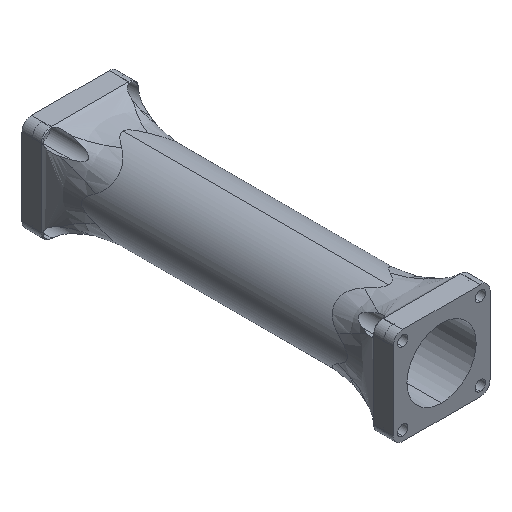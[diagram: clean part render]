
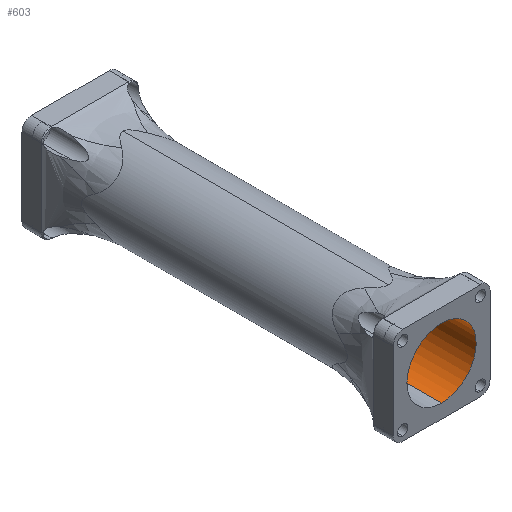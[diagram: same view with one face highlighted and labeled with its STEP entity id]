
A CAD part, isometric view. The second image highlights one B-rep face of the part: STEP entity #603.
In plain terms, the highlighted cylindrical face has radius 12.5 mm (diameter 25 mm), a partial arc.
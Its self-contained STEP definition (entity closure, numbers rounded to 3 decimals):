
#560 = DIRECTION ( 'NONE',  ( 0., -1., 0. ) ) ;
#578 = DIRECTION ( 'NONE',  ( 0., 1., 0. ) ) ;
#603 = ADVANCED_FACE ( 'NONE', ( #2198 ), #980, .F. ) ;
#830 = AXIS2_PLACEMENT_3D ( 'NONE', #4869, #3615, #1374 ) ;
#980 = CYLINDRICAL_SURFACE ( 'NONE', #5400, 12.5 ) ;
#1238 = VECTOR ( 'NONE', #578, 1000. ) ;
#1350 = CARTESIAN_POINT ( 'NONE',  ( 0., -127., -12.5 ) ) ;
#1374 = DIRECTION ( 'NONE',  ( 0., 0., -1. ) ) ;
#1448 = VERTEX_POINT ( 'NONE', #3938 ) ;
#1558 = ORIENTED_EDGE ( 'NONE', *, *, #5268, .T. ) ;
#1565 = VERTEX_POINT ( 'NONE', #5414 ) ;
#1843 = CARTESIAN_POINT ( 'NONE',  ( 0., -60., 0. ) ) ;
#1902 = VERTEX_POINT ( 'NONE', #1350 ) ;
#2198 = FACE_OUTER_BOUND ( 'NONE', #2917, .T. ) ;
#2280 = DIRECTION ( 'NONE',  ( 0., 0., 1. ) ) ;
#2339 = LINE ( 'NONE', #5444, #1238 ) ;
#2403 = ORIENTED_EDGE ( 'NONE', *, *, #5518, .F. ) ;
#2623 = EDGE_CURVE ( 'NONE', #1448, #2877, #4363, .T. ) ;
#2673 = CIRCLE ( 'NONE', #830, 12.5 ) ;
#2877 = VERTEX_POINT ( 'NONE', #5331 ) ;
#2917 = EDGE_LOOP ( 'NONE', ( #2403, #1558, #3895, #4344 ) ) ;
#3377 = VECTOR ( 'NONE', #3411, 1000. ) ;
#3379 = AXIS2_PLACEMENT_3D ( 'NONE', #3690, #560, #4606 ) ;
#3411 = DIRECTION ( 'NONE',  ( 0., 1., 0. ) ) ;
#3615 = DIRECTION ( 'NONE',  ( 0., -1., 0. ) ) ;
#3690 = CARTESIAN_POINT ( 'NONE',  ( 0., 7., 0. ) ) ;
#3782 = EDGE_CURVE ( 'NONE', #1565, #2877, #2339, .T. ) ;
#3808 = LINE ( 'NONE', #5639, #3377 ) ;
#3895 = ORIENTED_EDGE ( 'NONE', *, *, #3782, .T. ) ;
#3938 = CARTESIAN_POINT ( 'NONE',  ( 0., 7., -12.5 ) ) ;
#4344 = ORIENTED_EDGE ( 'NONE', *, *, #2623, .F. ) ;
#4363 = CIRCLE ( 'NONE', #3379, 12.5 ) ;
#4533 = DIRECTION ( 'NONE',  ( 0., 1., 0. ) ) ;
#4606 = DIRECTION ( 'NONE',  ( 0., 0., -1. ) ) ;
#4869 = CARTESIAN_POINT ( 'NONE',  ( 0., -127., 0. ) ) ;
#5268 = EDGE_CURVE ( 'NONE', #1902, #1565, #2673, .T. ) ;
#5331 = CARTESIAN_POINT ( 'NONE',  ( 0., 7., 12.5 ) ) ;
#5400 = AXIS2_PLACEMENT_3D ( 'NONE', #1843, #4533, #2280 ) ;
#5414 = CARTESIAN_POINT ( 'NONE',  ( 0., -127., 12.5 ) ) ;
#5444 = CARTESIAN_POINT ( 'NONE',  ( 0., -60., 12.5 ) ) ;
#5518 = EDGE_CURVE ( 'NONE', #1902, #1448, #3808, .T. ) ;
#5639 = CARTESIAN_POINT ( 'NONE',  ( 0., -60., -12.5 ) ) ;
